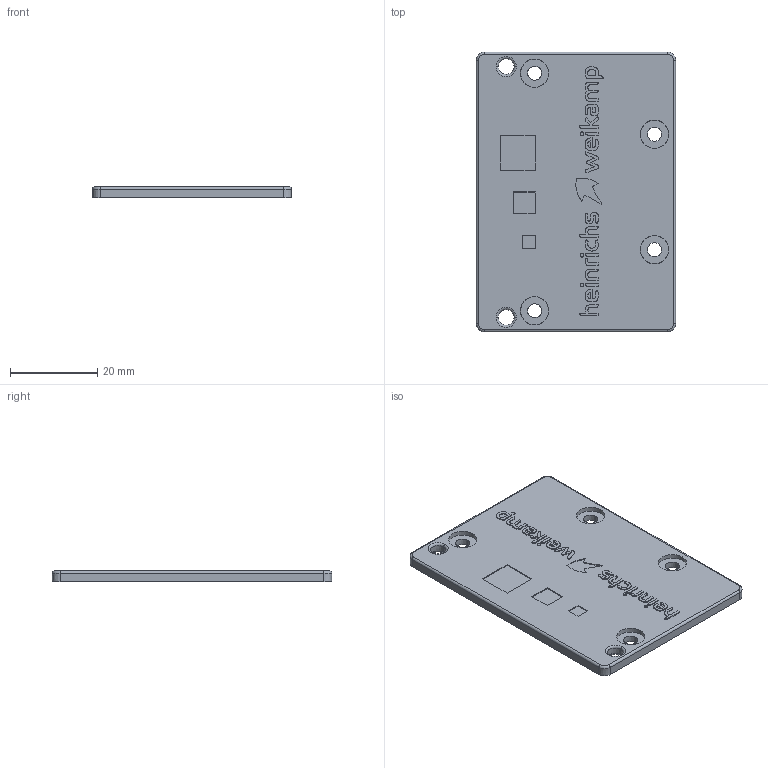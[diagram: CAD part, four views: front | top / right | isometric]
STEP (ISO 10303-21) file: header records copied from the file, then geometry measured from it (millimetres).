
FILE_DESCRIPTION (( 'STEP AP214' ), '1' );
FILE_NAME ('backplate_sport_bottomtimer.stp', '', ( '' ), ( '' ), '', '', '' );
FILE_SCHEMA (( 'AUTOMOTIVE_DESIGN' ));
Length unit declared in the file: millimetre
Products named in the file (1): backplate_sport_bottomtimer
Bounding box: 45.68 x 64.18 x 2.7 mm (x, y, z)
Volume: 6996.1 mm3; surface area: 6500.9 mm2
Topology: 1 solids, 1 shells, 266 faces, 670 edges, 440 vertices
Faces by surface type: plane 139, bspline 53, cone 30, torus 28, cylinder 16
Entity records: 12022 total; most frequent: CARTESIAN_POINT 5874, ORIENTED_EDGE 1340, DIRECTION 1096, EDGE_CURVE 670, VERTEX_POINT 440, VECTOR 380, LINE 380, AXIS2_PLACEMENT_3D 358
